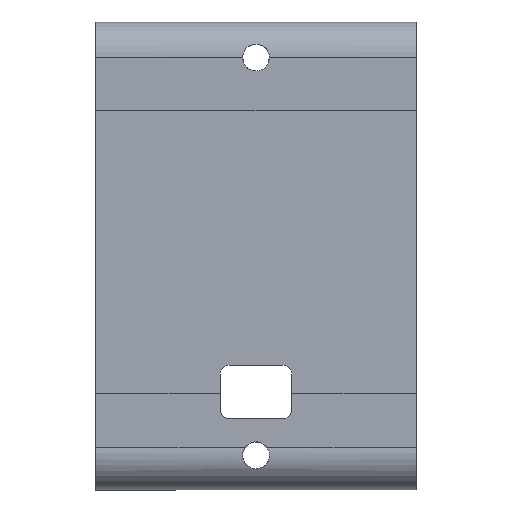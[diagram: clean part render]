
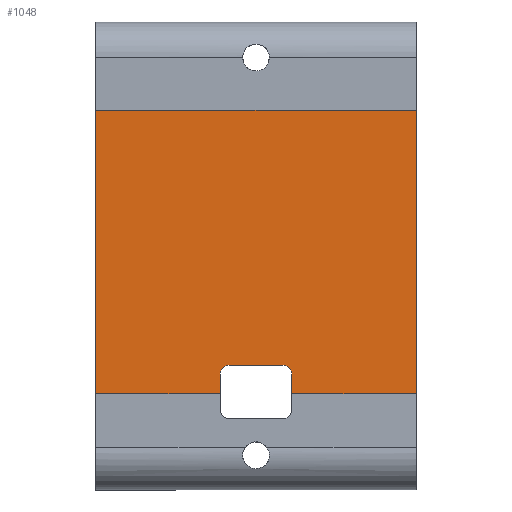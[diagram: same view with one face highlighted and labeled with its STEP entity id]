
A CAD part, top view. The second image highlights one B-rep face of the part: STEP entity #1048.
In plain terms, the highlighted planar face has unit normal (0, 0, 1).
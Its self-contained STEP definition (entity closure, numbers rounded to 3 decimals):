
#35=PLANE('',#1155);
#82=CIRCLE('',#1134,1.);
#86=CIRCLE('',#1142,1.);
#141=FACE_OUTER_BOUND('',#194,.T.);
#194=EDGE_LOOP('',(#926,#927,#928,#929,#930,#931,#932,#933,#934,#935));
#228=LINE('',#1675,#322);
#238=LINE('',#1705,#332);
#264=LINE('',#1857,#358);
#276=LINE('',#1901,#370);
#285=LINE('',#1935,#379);
#286=LINE('',#1937,#380);
#287=LINE('',#1939,#381);
#288=LINE('',#1940,#382);
#322=VECTOR('',#1251,10.);
#332=VECTOR('',#1271,10.);
#358=VECTOR('',#1357,10.);
#370=VECTOR('',#1385,10.);
#379=VECTOR('',#1414,10.);
#380=VECTOR('',#1417,10.);
#381=VECTOR('',#1418,10.);
#382=VECTOR('',#1419,10.);
#455=VERTEX_POINT('',#1672);
#456=VERTEX_POINT('',#1674);
#464=VERTEX_POINT('',#1702);
#465=VERTEX_POINT('',#1704);
#488=VERTEX_POINT('',#1847);
#489=VERTEX_POINT('',#1848);
#492=VERTEX_POINT('',#1856);
#501=VERTEX_POINT('',#1891);
#502=VERTEX_POINT('',#1892);
#508=VERTEX_POINT('',#1938);
#570=EDGE_CURVE('',#456,#455,#228,.T.);
#583=EDGE_CURVE('',#465,#464,#238,.T.);
#622=EDGE_CURVE('',#488,#489,#82,.T.);
#626=EDGE_CURVE('',#492,#489,#264,.T.);
#638=EDGE_CURVE('',#501,#502,#86,.T.);
#643=EDGE_CURVE('',#488,#502,#276,.T.);
#656=EDGE_CURVE('',#464,#456,#285,.T.);
#657=EDGE_CURVE('',#492,#455,#286,.T.);
#658=EDGE_CURVE('',#501,#508,#287,.T.);
#659=EDGE_CURVE('',#465,#508,#288,.T.);
#926=ORIENTED_EDGE('',*,*,#583,.T.);
#927=ORIENTED_EDGE('',*,*,#656,.T.);
#928=ORIENTED_EDGE('',*,*,#570,.T.);
#929=ORIENTED_EDGE('',*,*,#657,.F.);
#930=ORIENTED_EDGE('',*,*,#626,.T.);
#931=ORIENTED_EDGE('',*,*,#622,.F.);
#932=ORIENTED_EDGE('',*,*,#643,.T.);
#933=ORIENTED_EDGE('',*,*,#638,.F.);
#934=ORIENTED_EDGE('',*,*,#658,.T.);
#935=ORIENTED_EDGE('',*,*,#659,.F.);
#1048=ADVANCED_FACE('',(#141),#35,.T.);
#1134=AXIS2_PLACEMENT_3D('',#1849,#1349,#1350);
#1142=AXIS2_PLACEMENT_3D('',#1893,#1376,#1377);
#1155=AXIS2_PLACEMENT_3D('',#1936,#1415,#1416);
#1251=DIRECTION('',(0.,-1.,0.));
#1271=DIRECTION('',(0.,1.,0.));
#1349=DIRECTION('center_axis',(0.,0.,1.));
#1350=DIRECTION('ref_axis',(-0.707,0.707,0.));
#1357=DIRECTION('',(0.,1.,0.));
#1376=DIRECTION('center_axis',(0.,0.,1.));
#1377=DIRECTION('ref_axis',(0.707,0.707,0.));
#1385=DIRECTION('',(1.,0.,0.));
#1414=DIRECTION('',(-1.,0.,0.));
#1415=DIRECTION('center_axis',(0.,0.,1.));
#1416=DIRECTION('ref_axis',(0.,-1.,0.));
#1417=DIRECTION('',(-1.,0.,0.));
#1418=DIRECTION('',(0.,-1.,0.));
#1419=DIRECTION('',(-1.,0.,0.));
#1672=CARTESIAN_POINT('',(-19.,8.298,4.));
#1674=CARTESIAN_POINT('',(-19.,40.1,4.));
#1675=CARTESIAN_POINT('',(-19.,35.25,4.));
#1702=CARTESIAN_POINT('',(17.,40.1,4.));
#1704=CARTESIAN_POINT('',(17.,8.298,4.));
#1705=CARTESIAN_POINT('',(17.,35.25,4.));
#1847=CARTESIAN_POINT('',(-4.,11.498,4.));
#1848=CARTESIAN_POINT('',(-5.,10.498,4.));
#1849=CARTESIAN_POINT('Origin',(-4.,10.498,4.));
#1856=CARTESIAN_POINT('',(-5.,8.298,4.));
#1857=CARTESIAN_POINT('',(-5.,25.749,4.));
#1891=CARTESIAN_POINT('',(3.,10.498,4.));
#1892=CARTESIAN_POINT('',(2.,11.498,4.));
#1893=CARTESIAN_POINT('Origin',(2.,10.498,4.));
#1901=CARTESIAN_POINT('',(-13.,11.498,4.));
#1935=CARTESIAN_POINT('',(-21.12,40.1,4.));
#1936=CARTESIAN_POINT('Origin',(-21.,46.,4.));
#1937=CARTESIAN_POINT('',(-21.,8.298,4.));
#1938=CARTESIAN_POINT('',(3.,8.298,4.));
#1939=CARTESIAN_POINT('',(3.,28.749,4.));
#1940=CARTESIAN_POINT('',(-21.,8.298,4.));
